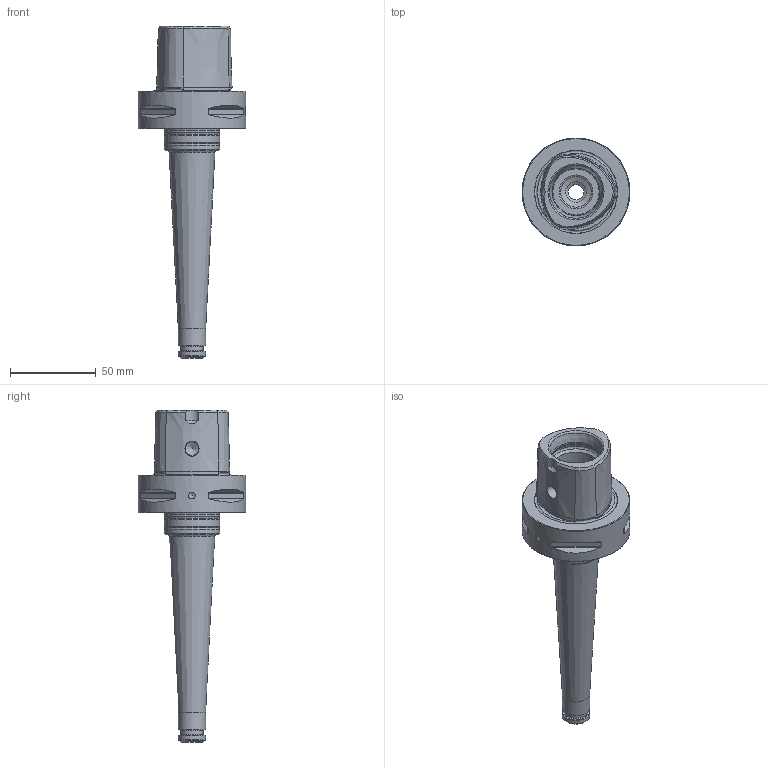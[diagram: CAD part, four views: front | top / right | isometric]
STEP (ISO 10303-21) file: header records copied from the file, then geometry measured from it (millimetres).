
FILE_DESCRIPTION(/* description */ (''),/* implementation_level */ '2;1');
FILE_NAME(/* name */ '480671080.stp',/* time_stamp */ '2021-01-12T12:38:52',/* author */ ('LRA'),/* organization */ ('REGO-FIX'),/* preprocessor_version */ ' Unknown',/* originating_system */ 'SIEMENS PLM Software Solid Edge ST10',/* authorization */ 'Unknown');
FILE_SCHEMA (('AUTOMOTIVE_DESIGN { 1 0 10303 214 2 1 1}'));
Length unit declared in the file: millimetre
Products named in the file (1): NOCUT
Bounding box: 63 x 63 x 194 mm (x, y, z)
Volume: 136548.7 mm3; surface area: 33141.7 mm2
Topology: 1 solids, 1 shells, 137 faces, 326 edges, 200 vertices
Faces by surface type: cone 70, cylinder 28, plane 25, torus 14
Full cylindrical faces by diameter (mm): 4 x1, 8.1 x2, 9 x1, 10 x1, 12 x1, 13 x1, 16 x2, 17.835 x2, 28 x2, 32 x1, 32.5 x4, 63 x1
Entity records: 4550 total; most frequent: CARTESIAN_POINT 823, DIRECTION 580, ORIENTED_EDGE 480, AXIS2_PLACEMENT_3D 260, EDGE_CURVE 240, FACE_BOUND 213, EDGE_LOOP 210, VERTEX_POINT 177
